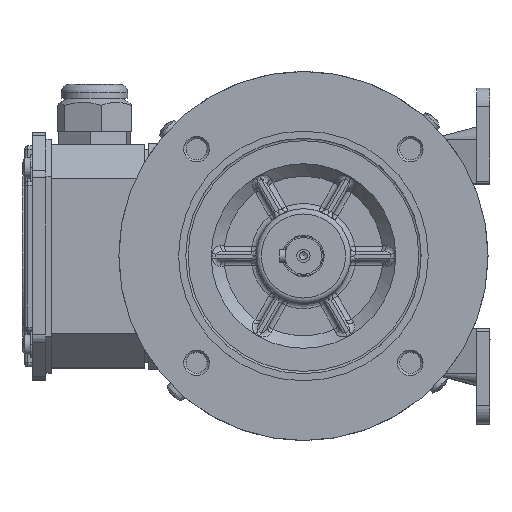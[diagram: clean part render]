
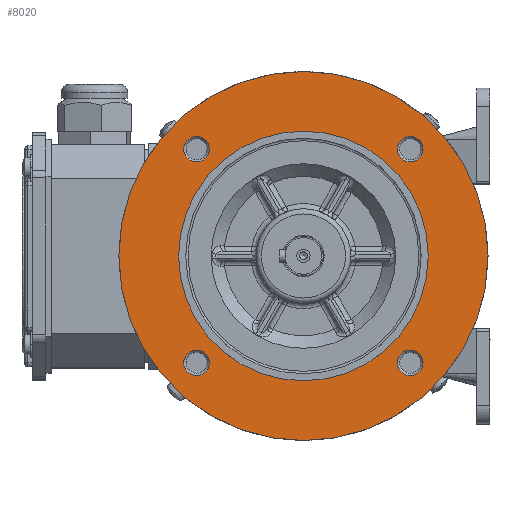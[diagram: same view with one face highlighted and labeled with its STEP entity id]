
A CAD part, top view. The second image highlights one B-rep face of the part: STEP entity #8020.
In plain terms, the highlighted planar face has unit normal (0, 0, 1).
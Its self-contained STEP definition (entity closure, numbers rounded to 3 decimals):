
#8020=ADVANCED_FACE('',(#18473,#18474,#18475,#18476,#18477,#18478),#9946,
 .F.);
#9946=PLANE('',#53140);
#18473=FACE_BOUND('',#20665,.T.);
#18474=FACE_BOUND('',#20666,.T.);
#18475=FACE_BOUND('',#20667,.T.);
#18476=FACE_BOUND('',#20668,.T.);
#18477=FACE_BOUND('',#20669,.T.);
#18478=FACE_BOUND('',#20670,.T.);
#20665=EDGE_LOOP('',(#30064));
#20666=EDGE_LOOP('',(#30065));
#20667=EDGE_LOOP('',(#30066));
#20668=EDGE_LOOP('',(#30067));
#20669=EDGE_LOOP('',(#30068));
#20670=EDGE_LOOP('',(#30069));
#30064=ORIENTED_EDGE('',*,*,#45667,.F.);
#30065=ORIENTED_EDGE('',*,*,#45673,.F.);
#30066=ORIENTED_EDGE('',*,*,#45674,.T.);
#30067=ORIENTED_EDGE('',*,*,#45306,.T.);
#30068=ORIENTED_EDGE('',*,*,#45670,.F.);
#30069=ORIENTED_EDGE('',*,*,#45664,.F.);
#39312=VERTEX_POINT('',#85388);
#39516=VERTEX_POINT('',#88614);
#39519=VERTEX_POINT('',#88623);
#39522=VERTEX_POINT('',#88632);
#39525=VERTEX_POINT('',#88641);
#39526=VERTEX_POINT('',#88644);
#45306=EDGE_CURVE('',#39312,#39312,#50024,.T.);
#45664=EDGE_CURVE('',#39516,#39516,#50153,.T.);
#45667=EDGE_CURVE('',#39519,#39519,#50156,.T.);
#45670=EDGE_CURVE('',#39522,#39522,#50159,.T.);
#45673=EDGE_CURVE('',#39525,#39525,#50162,.T.);
#45674=EDGE_CURVE('',#39526,#39526,#50163,.T.);
#50024=CIRCLE('',#52795,47.5);
#50153=CIRCLE('',#53008,4.88);
#50156=CIRCLE('',#53014,4.88);
#50159=CIRCLE('',#53020,4.88);
#50162=CIRCLE('',#53026,4.88);
#50163=CIRCLE('',#53028,70.24);
#52795=AXIS2_PLACEMENT_3D('',#85387,#60307,#60308);
#53008=AXIS2_PLACEMENT_3D('',#88613,#60818,#60819);
#53014=AXIS2_PLACEMENT_3D('',#88622,#60830,#60831);
#53020=AXIS2_PLACEMENT_3D('',#88631,#60842,#60843);
#53026=AXIS2_PLACEMENT_3D('',#88640,#60854,#60855);
#53028=AXIS2_PLACEMENT_3D('',#88643,#60858,#60859);
#53140=AXIS2_PLACEMENT_3D('',#89993,#61132,#61133);
#60307=DIRECTION('',(0.,0.,-1.));
#60308=DIRECTION('',(-1.,0.,0.));
#60818=DIRECTION('',(0.,0.,1.));
#60819=DIRECTION('',(-1.,0.,0.));
#60830=DIRECTION('',(0.,0.,1.));
#60831=DIRECTION('',(-1.,0.,0.));
#60842=DIRECTION('',(0.,0.,1.));
#60843=DIRECTION('',(-1.,0.,0.));
#60854=DIRECTION('',(0.,0.,1.));
#60855=DIRECTION('',(-1.,0.,0.));
#60858=DIRECTION('',(0.,0.,1.));
#60859=DIRECTION('',(-1.,0.,0.));
#61132=DIRECTION('',(0.,0.,-1.));
#61133=DIRECTION('',(-1.,0.,0.));
#85387=CARTESIAN_POINT('',(0.,0.,32.));
#85388=CARTESIAN_POINT('',(-47.5,0.,32.));
#88613=CARTESIAN_POINT('',(-40.659,40.659,32.));
#88614=CARTESIAN_POINT('',(-45.539,40.659,32.));
#88622=CARTESIAN_POINT('',(-40.659,-40.659,32.));
#88623=CARTESIAN_POINT('',(-45.539,-40.659,32.));
#88631=CARTESIAN_POINT('',(40.659,-40.659,32.));
#88632=CARTESIAN_POINT('',(35.779,-40.659,32.));
#88640=CARTESIAN_POINT('',(40.659,40.659,32.));
#88641=CARTESIAN_POINT('',(35.779,40.659,32.));
#88643=CARTESIAN_POINT('',(0.,0.,32.));
#88644=CARTESIAN_POINT('',(-70.24,0.,32.));
#89993=CARTESIAN_POINT('',(0.,0.,32.));
